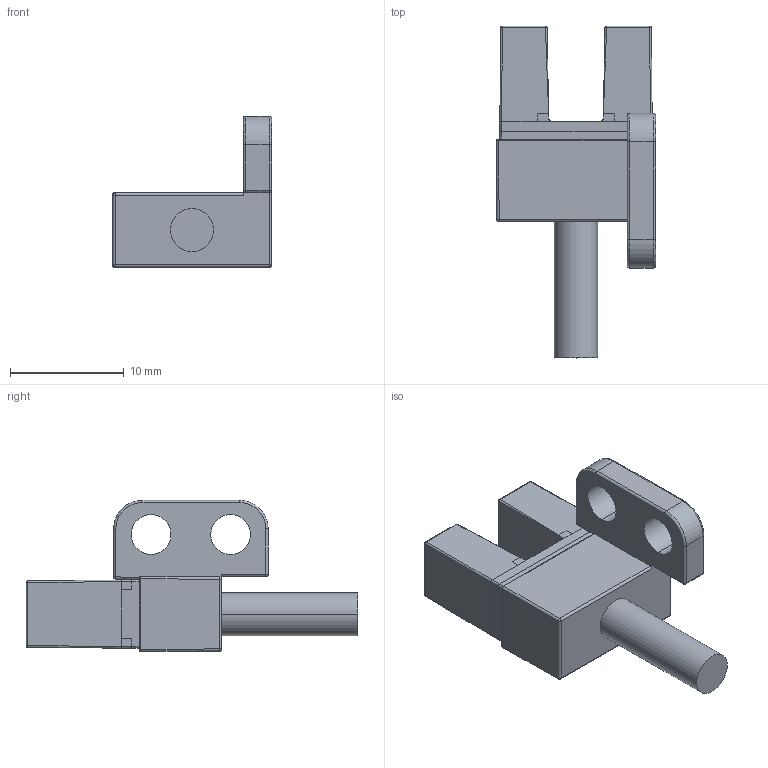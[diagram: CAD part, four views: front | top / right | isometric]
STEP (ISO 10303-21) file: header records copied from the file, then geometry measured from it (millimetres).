
FILE_DESCRIPTION((''),'2;1');
FILE_NAME('240181_SM01_ASM','2024-05-28T15:09:34',('banengservice'),('BANNER ENGINEERING'),'CREO PARAMETRIC BY PTC INC, 2022414','CREO PARAMETRIC BY PTC INC, 2022414','');
FILE_SCHEMA(('CONFIG_CONTROL_DESIGN'));
Length unit declared in the file: millimetre
Products named in the file (2): 240181_EP01; 240181_SM01_ASM
Assembly tree (1 placements, depth 2):
  240181_SM01_ASM
    240181_EP01
Bounding box: 14 x 29.2 x 13.3 mm (x, y, z)
Volume: 1486.6 mm3; surface area: 1674.1 mm2
Topology: 1 solids, 2 shells, 445 faces, 1143 edges, 701 vertices
Faces by surface type: plane 349, cylinder 67, sphere 14, bspline 7, cone 4, torus 4
Entity records: 13757 total; most frequent: CARTESIAN_POINT 3118, ORIENTED_EDGE 2278, DIRECTION 2018, EDGE_CURVE 1139, VECTOR 982, LINE 982, VERTEX_POINT 701, AXIS2_PLACEMENT_3D 518
